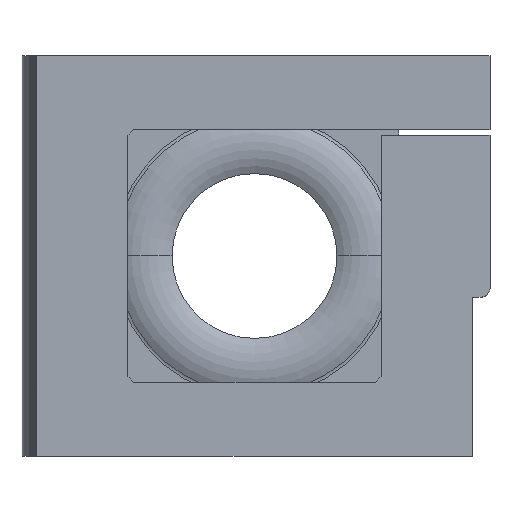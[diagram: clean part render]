
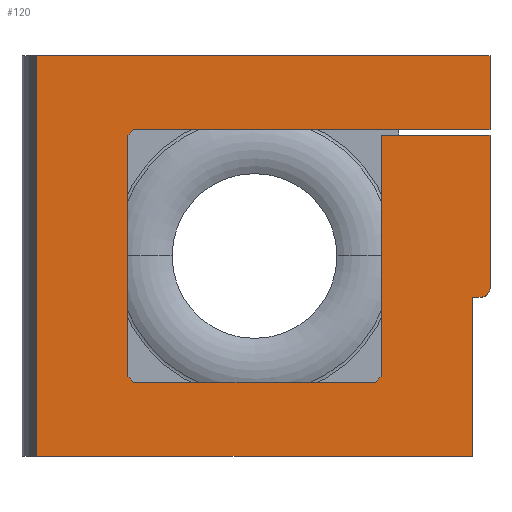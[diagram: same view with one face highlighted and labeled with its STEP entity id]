
A CAD part, top view. The second image highlights one B-rep face of the part: STEP entity #120.
In plain terms, the highlighted planar face has unit normal (0, 0, 1).
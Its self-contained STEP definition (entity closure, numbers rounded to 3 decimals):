
#14 = LINE ( 'NONE', #1956, #1175 ) ;
#15 = VERTEX_POINT ( 'NONE', #1750 ) ;
#25 = CARTESIAN_POINT ( 'NONE',  ( 37., -7., 9.75 ) ) ;
#40 = ORIENTED_EDGE ( 'NONE', *, *, #2473, .T. ) ;
#55 = VERTEX_POINT ( 'NONE', #2509 ) ;
#120 = ADVANCED_FACE ( 'NONE', ( #529 ), #1132, .T. ) ;
#136 = ORIENTED_EDGE ( 'NONE', *, *, #232, .T. ) ;
#137 = VECTOR ( 'NONE', #139, 1000. ) ;
#139 = DIRECTION ( 'NONE',  ( 0., -1., 0. ) ) ;
#153 = EDGE_CURVE ( 'NONE', #1216, #15, #1476, .T. ) ;
#174 = LINE ( 'NONE', #241, #2362 ) ;
#179 = ORIENTED_EDGE ( 'NONE', *, *, #1056, .F. ) ;
#182 = LINE ( 'NONE', #671, #2306 ) ;
#188 = ORIENTED_EDGE ( 'NONE', *, *, #959, .T. ) ;
#195 = DIRECTION ( 'NONE',  ( -0.707, 0.707, 0. ) ) ;
#209 = EDGE_CURVE ( 'NONE', #451, #2109, #174, .T. ) ;
#228 = CARTESIAN_POINT ( 'NONE',  ( 21.5, -21.5, 9.75 ) ) ;
#232 = EDGE_CURVE ( 'NONE', #798, #1290, #1839, .T. ) ;
#241 = CARTESIAN_POINT ( 'NONE',  ( -20.5, -21.5, 9.75 ) ) ;
#288 = AXIS2_PLACEMENT_3D ( 'NONE', #1990, #1948, #1572 ) ;
#294 = CARTESIAN_POINT ( 'NONE',  ( 37., -34., 9.75 ) ) ;
#308 = ORIENTED_EDGE ( 'NONE', *, *, #1567, .T. ) ;
#317 = VECTOR ( 'NONE', #1332, 1000. ) ;
#345 = VERTEX_POINT ( 'NONE', #1112 ) ;
#376 = CARTESIAN_POINT ( 'NONE',  ( 38.5, -7., 9.75 ) ) ;
#387 = LINE ( 'NONE', #1477, #1470 ) ;
#451 = VERTEX_POINT ( 'NONE', #1836 ) ;
#469 = DIRECTION ( 'NONE',  ( -1., 0., 0. ) ) ;
#472 = EDGE_LOOP ( 'NONE', ( #2301, #845, #679, #136, #308, #877, #179, #996, #2388, #2353, #527, #1298, #990, #40, #188, #1699 ) ) ;
#482 = EDGE_CURVE ( 'NONE', #1062, #631, #932, .T. ) ;
#527 = ORIENTED_EDGE ( 'NONE', *, *, #1530, .F. ) ;
#529 = FACE_OUTER_BOUND ( 'NONE', #472, .T. ) ;
#631 = VERTEX_POINT ( 'NONE', #889 ) ;
#637 = LINE ( 'NONE', #1760, #1143 ) ;
#671 = CARTESIAN_POINT ( 'NONE',  ( -21.5, -21.5, 9.75 ) ) ;
#676 = CARTESIAN_POINT ( 'NONE',  ( 21.5, -20.5, 9.75 ) ) ;
#679 = ORIENTED_EDGE ( 'NONE', *, *, #1451, .F. ) ;
#698 = CARTESIAN_POINT ( 'NONE',  ( -21.5, 20.5, 9.75 ) ) ;
#708 = DIRECTION ( 'NONE',  ( 0.707, 0.707, 0. ) ) ;
#726 = VECTOR ( 'NONE', #1830, 1000. ) ;
#798 = VERTEX_POINT ( 'NONE', #376 ) ;
#799 = LINE ( 'NONE', #2670, #137 ) ;
#822 = CARTESIAN_POINT ( 'NONE',  ( -21.5, -20.5, 9.75 ) ) ;
#845 = ORIENTED_EDGE ( 'NONE', *, *, #2735, .F. ) ;
#877 = ORIENTED_EDGE ( 'NONE', *, *, #1827, .F. ) ;
#886 = DIRECTION ( 'NONE',  ( 0., -1., 0. ) ) ;
#889 = CARTESIAN_POINT ( 'NONE',  ( -37., 34., 9.75 ) ) ;
#908 = VECTOR ( 'NONE', #2381, 1000. ) ;
#929 = VERTEX_POINT ( 'NONE', #676 ) ;
#932 = LINE ( 'NONE', #1670, #726 ) ;
#938 = CARTESIAN_POINT ( 'NONE',  ( 40., -70., 9.75 ) ) ;
#951 = CARTESIAN_POINT ( 'NONE',  ( -37., -34., 9.75 ) ) ;
#959 = EDGE_CURVE ( 'NONE', #1327, #631, #2420, .T. ) ;
#974 = VECTOR ( 'NONE', #1975, 1000. ) ;
#990 = ORIENTED_EDGE ( 'NONE', *, *, #1767, .F. ) ;
#996 = ORIENTED_EDGE ( 'NONE', *, *, #2717, .T. ) ;
#1056 = EDGE_CURVE ( 'NONE', #929, #55, #2131, .T. ) ;
#1062 = VERTEX_POINT ( 'NONE', #951 ) ;
#1086 = DIRECTION ( 'NONE',  ( 1., 0., 0. ) ) ;
#1099 = VERTEX_POINT ( 'NONE', #294 ) ;
#1112 = CARTESIAN_POINT ( 'NONE',  ( 20.5, -21.5, 9.75 ) ) ;
#1113 = CARTESIAN_POINT ( 'NONE',  ( 40., 34., 9.75 ) ) ;
#1119 = DIRECTION ( 'NONE',  ( 0., 0., 1. ) ) ;
#1129 = CARTESIAN_POINT ( 'NONE',  ( 21.5, 20.5, 9.75 ) ) ;
#1132 = PLANE ( 'NONE',  #2600 ) ;
#1143 = VECTOR ( 'NONE', #2344, 1000. ) ;
#1175 = VECTOR ( 'NONE', #469, 1000. ) ;
#1216 = VERTEX_POINT ( 'NONE', #2640 ) ;
#1240 = LINE ( 'NONE', #228, #2338 ) ;
#1264 = LINE ( 'NONE', #2516, #1907 ) ;
#1290 = VERTEX_POINT ( 'NONE', #1882 ) ;
#1298 = ORIENTED_EDGE ( 'NONE', *, *, #153, .T. ) ;
#1327 = VERTEX_POINT ( 'NONE', #2690 ) ;
#1332 = DIRECTION ( 'NONE',  ( -1., 0., 0. ) ) ;
#1366 = EDGE_CURVE ( 'NONE', #1099, #1062, #387, .T. ) ;
#1440 = VECTOR ( 'NONE', #2080, 1000. ) ;
#1451 = EDGE_CURVE ( 'NONE', #798, #1801, #1264, .T. ) ;
#1466 = CARTESIAN_POINT ( 'NONE',  ( 0., 0., 9.75 ) ) ;
#1470 = VECTOR ( 'NONE', #1697, 1000. ) ;
#1476 = LINE ( 'NONE', #698, #1612 ) ;
#1477 = CARTESIAN_POINT ( 'NONE',  ( 64., -34., 9.75 ) ) ;
#1530 = EDGE_CURVE ( 'NONE', #1216, #2109, #182, .T. ) ;
#1538 = VERTEX_POINT ( 'NONE', #1951 ) ;
#1567 = EDGE_CURVE ( 'NONE', #1290, #1538, #637, .T. ) ;
#1572 = DIRECTION ( 'NONE',  ( 1., 0., 0. ) ) ;
#1577 = VECTOR ( 'NONE', #2397, 1000. ) ;
#1612 = VECTOR ( 'NONE', #708, 1000. ) ;
#1617 = LINE ( 'NONE', #1129, #974 ) ;
#1664 = CARTESIAN_POINT ( 'NONE',  ( 21.5, -20.5, 9.75 ) ) ;
#1670 = CARTESIAN_POINT ( 'NONE',  ( -37., -70., 9.75 ) ) ;
#1697 = DIRECTION ( 'NONE',  ( -1., 0., 0. ) ) ;
#1699 = ORIENTED_EDGE ( 'NONE', *, *, #482, .F. ) ;
#1726 = EDGE_CURVE ( 'NONE', #451, #345, #1240, .T. ) ;
#1750 = CARTESIAN_POINT ( 'NONE',  ( -20.5, 21.5, 9.75 ) ) ;
#1760 = CARTESIAN_POINT ( 'NONE',  ( 40., -70., 9.75 ) ) ;
#1767 = EDGE_CURVE ( 'NONE', #1949, #15, #14, .T. ) ;
#1801 = VERTEX_POINT ( 'NONE', #25 ) ;
#1822 = CARTESIAN_POINT ( 'NONE',  ( 40., 21.5, 9.75 ) ) ;
#1827 = EDGE_CURVE ( 'NONE', #55, #1538, #1617, .T. ) ;
#1830 = DIRECTION ( 'NONE',  ( 0., 1., 0. ) ) ;
#1836 = CARTESIAN_POINT ( 'NONE',  ( -20.5, -21.5, 9.75 ) ) ;
#1839 = CIRCLE ( 'NONE', #288, 1.5 ) ;
#1882 = CARTESIAN_POINT ( 'NONE',  ( 40., -5.5, 9.75 ) ) ;
#1907 = VECTOR ( 'NONE', #1913, 1000. ) ;
#1913 = DIRECTION ( 'NONE',  ( -1., 0., 0. ) ) ;
#1939 = LINE ( 'NONE', #1664, #1440 ) ;
#1948 = DIRECTION ( 'NONE',  ( 0., 0., 1. ) ) ;
#1949 = VERTEX_POINT ( 'NONE', #1822 ) ;
#1951 = CARTESIAN_POINT ( 'NONE',  ( 40., 20.5, 9.75 ) ) ;
#1953 = DIRECTION ( 'NONE',  ( 1., 0., 0. ) ) ;
#1956 = CARTESIAN_POINT ( 'NONE',  ( 21.5, 21.5, 9.75 ) ) ;
#1974 = LINE ( 'NONE', #938, #908 ) ;
#1975 = DIRECTION ( 'NONE',  ( 1., 0., 0. ) ) ;
#1990 = CARTESIAN_POINT ( 'NONE',  ( 38.5, -5.5, 9.75 ) ) ;
#2080 = DIRECTION ( 'NONE',  ( -0.707, -0.707, 0. ) ) ;
#2109 = VERTEX_POINT ( 'NONE', #822 ) ;
#2131 = LINE ( 'NONE', #2209, #1577 ) ;
#2209 = CARTESIAN_POINT ( 'NONE',  ( 21.5, -21.5, 9.75 ) ) ;
#2301 = ORIENTED_EDGE ( 'NONE', *, *, #1366, .F. ) ;
#2306 = VECTOR ( 'NONE', #886, 1000. ) ;
#2338 = VECTOR ( 'NONE', #1953, 1000. ) ;
#2344 = DIRECTION ( 'NONE',  ( 0., 1., 0. ) ) ;
#2353 = ORIENTED_EDGE ( 'NONE', *, *, #209, .T. ) ;
#2362 = VECTOR ( 'NONE', #195, 1000. ) ;
#2381 = DIRECTION ( 'NONE',  ( 0., 1., 0. ) ) ;
#2388 = ORIENTED_EDGE ( 'NONE', *, *, #1726, .F. ) ;
#2397 = DIRECTION ( 'NONE',  ( 0., 1., 0. ) ) ;
#2420 = LINE ( 'NONE', #1113, #317 ) ;
#2473 = EDGE_CURVE ( 'NONE', #1949, #1327, #1974, .T. ) ;
#2509 = CARTESIAN_POINT ( 'NONE',  ( 21.5, 20.5, 9.75 ) ) ;
#2516 = CARTESIAN_POINT ( 'NONE',  ( 40., -7., 9.75 ) ) ;
#2600 = AXIS2_PLACEMENT_3D ( 'NONE', #1466, #1119, #1086 ) ;
#2640 = CARTESIAN_POINT ( 'NONE',  ( -21.5, 20.5, 9.75 ) ) ;
#2670 = CARTESIAN_POINT ( 'NONE',  ( 37., -7., 9.75 ) ) ;
#2690 = CARTESIAN_POINT ( 'NONE',  ( 40., 34., 9.75 ) ) ;
#2717 = EDGE_CURVE ( 'NONE', #929, #345, #1939, .T. ) ;
#2735 = EDGE_CURVE ( 'NONE', #1801, #1099, #799, .T. ) ;
